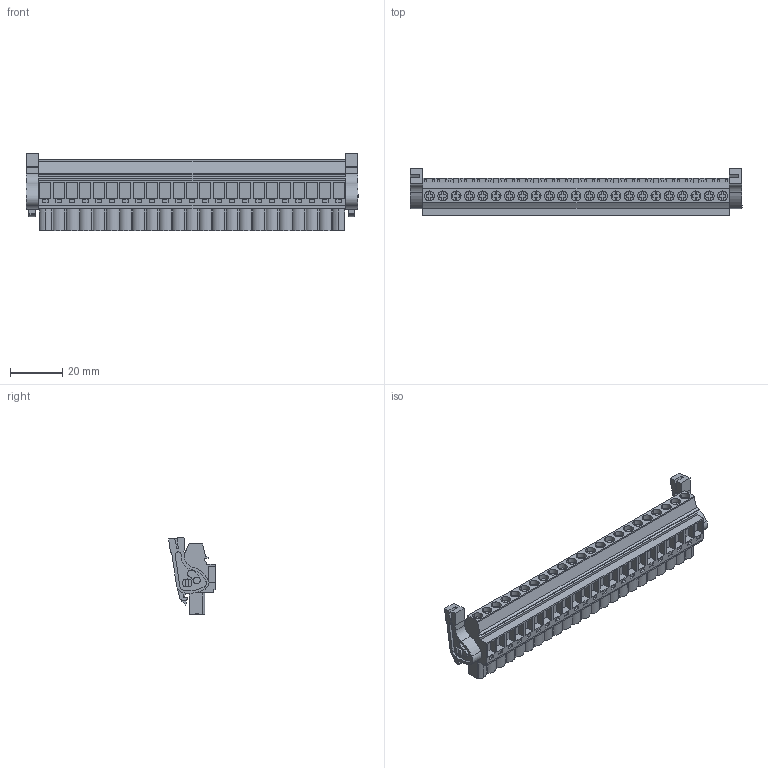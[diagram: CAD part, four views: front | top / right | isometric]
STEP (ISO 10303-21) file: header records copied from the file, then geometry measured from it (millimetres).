
FILE_DESCRIPTION(('CATIA V5 STEP','CAx-IF Rec.Pracs.--- Model Styling and Organization---1.2---2011-12-15'),'2;1');
FILE_NAME ('D1460112_0_1947740000_1947740000.stp','2017-09-09T10:41:17+00:00',('none'),('Weidmueller'),'CATIA Version 5-6 Release 2014','CATIA V5 STEP AP214','none');
FILE_SCHEMA(('AUTOMOTIVE_DESIGN { 1 0 10303 214 1 1 1 1 }'));
Length unit declared in the file: millimetre
Products named in the file (1): 1947740000
Bounding box: 126.54 x 17.88 x 29.56 mm (x, y, z)
Volume: 27687.5 mm3; surface area: 17048.7 mm2
Topology: 26 solids, 26 shells, 1618 faces, 4535 edges, 3072 vertices
Faces by surface type: plane 1337, cylinder 277, extrusion 4
Entity records: 48791 total; most frequent: CARTESIAN_POINT 9384, ORIENTED_EDGE 9070, DIRECTION 6497, EDGE_CURVE 4535, VECTOR 3865, LINE 3861, VERTEX_POINT 3072, EDGE_LOOP 1731
